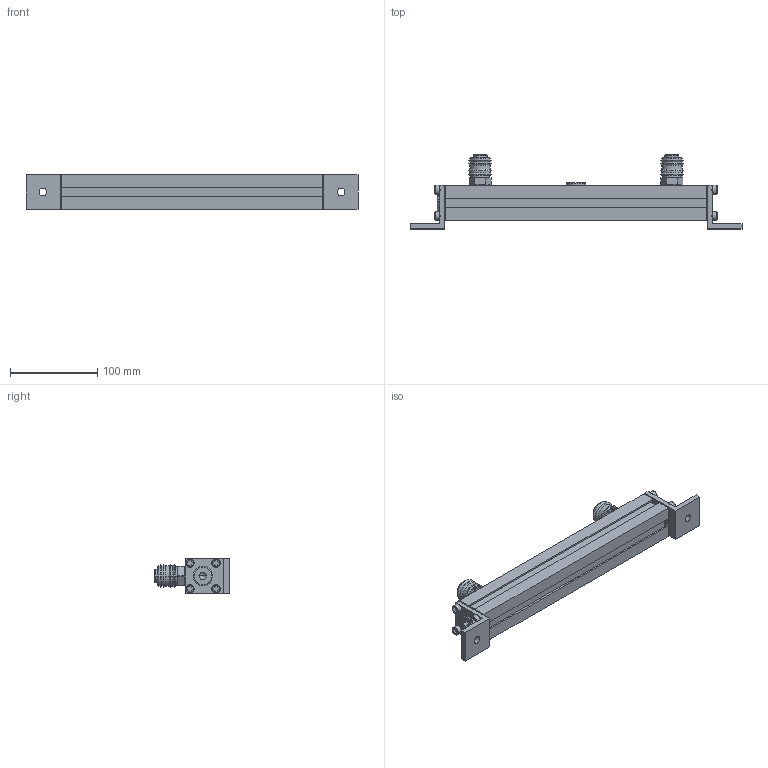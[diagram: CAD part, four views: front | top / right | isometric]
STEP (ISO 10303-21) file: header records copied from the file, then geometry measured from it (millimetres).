
FILE_DESCRIPTION(('Creo Elements/Direct Modeling STEP Export'),'2;1');
FILE_NAME('PX186793_0.stp','2022-12-12T13:43:59',(''),(''),'PTC Creo Elements/Direct Modeling STEP processor for AP214 (Solid Model)','PTC Creo Elements/Direct Modeling 19.0C 15-Aug-2015 (C) Parametric Technology GmbH','');
FILE_SCHEMA(('AUTOMOTIVE_DESIGN { 1 0 10303 214 1 1 1 1 }'));
Length unit declared in the file: millimetre
Products named in the file (8): Dichtung-30x30-2_40x40x1_44.0365_PX175564.02; Abschlußwinkel-MMS-44_G38_44.0400_PX175596.02; Schnellverschlusskupplung_38_44.0366_PX175622.02; Pneumatikprofil-MMS-44_40x40-1-seitig-Vollkern-300mm_96.1900_PX186792; Dichtring_38_44.0365.2_PX175807.02; Blindstopfen_38_44.0366.3_PX175623; Zylinderschraube-DIN912_M6x30-8.8-verz_10404_PX175548.03.02; Luftverteiler_40x40-2-fach-300-lang_110.0053_PX186793
Assembly tree (19 placements, depth 2):
  Luftverteiler_40x40-2-fach-300-lang_110.0053_PX186793
    Zylinderschraube-DIN912_M6x30-8.8-verz_10404_PX175548.03.02  x8
    Dichtring_38_44.0365.2_PX175807.02  x2
    Dichtung-30x30-2_40x40x1_44.0365_PX175564.02  x2
    Blindstopfen_38_44.0366.3_PX175623  x2
    Abschlußwinkel-MMS-44_G38_44.0400_PX175596.02  x2
    Schnellverschlusskupplung_38_44.0366_PX175622.02  x2
    Pneumatikprofil-MMS-44_40x40-1-seitig-Vollkern-300mm_96.1900_PX186792
Bounding box: 381 x 85 x 40 mm (x, y, z)
Volume: 274276.3 mm3; surface area: 169713.7 mm2
Topology: 19 solids, 19 shells, 464 faces, 1130 edges, 734 vertices
Faces by surface type: plane 204, cylinder 170, cone 86, torus 4
Entity records: 6700 total; most frequent: CARTESIAN_POINT 1334, ORIENTED_EDGE 1060, DIRECTION 1006, EDGE_CURVE 530, AXIS2_PLACEMENT_3D 352, VERTEX_POINT 350, VECTOR 302, LINE 302
